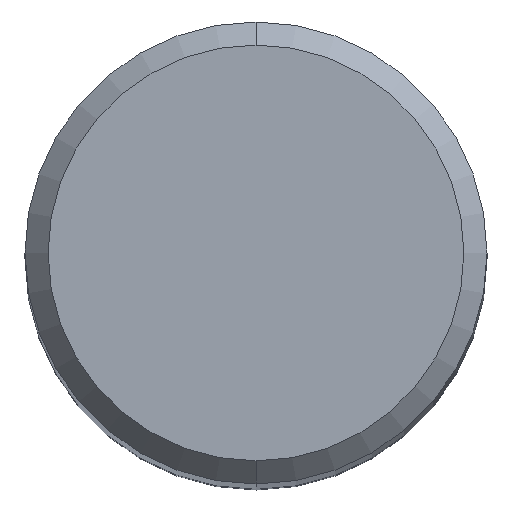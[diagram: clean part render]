
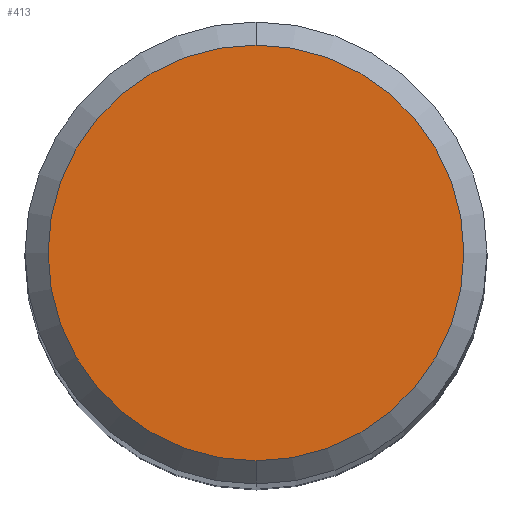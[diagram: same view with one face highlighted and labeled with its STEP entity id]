
A CAD part, top view. The second image highlights one B-rep face of the part: STEP entity #413.
In plain terms, the highlighted planar face has unit normal (0, 0, 1).
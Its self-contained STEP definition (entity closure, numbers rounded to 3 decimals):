
#187=EDGE_CURVE('',#229,#301,#465,.T.);
#229=VERTEX_POINT('',#511);
#245=EDGE_CURVE('',#301,#229,#530,.T.);
#301=VERTEX_POINT('',#592);
#413=ADVANCED_FACE('',(#713),#714,.T.);
#465=CIRCLE('',#791,9.0);
#511=CARTESIAN_POINT('',(0.,-9.0,0.0));
#530=CIRCLE('',#911,9.0);
#592=CARTESIAN_POINT('',(0.0,9.0,0.0));
#713=FACE_OUTER_BOUND('',#1471,.T.);
#714=PLANE('',#1472);
#791=AXIS2_PLACEMENT_3D('',#1523,#1524,#1525);
#911=AXIS2_PLACEMENT_3D('',#1609,#1610,#1611);
#1471=EDGE_LOOP('',(#1781,#1782));
#1472=AXIS2_PLACEMENT_3D('',#1783,#1784,#1785);
#1523=CARTESIAN_POINT('',(0.0,0.0,0.0));
#1524=DIRECTION('',(0.0,0.0,-1.0));
#1525=DIRECTION('',(0.0,1.0,0.0));
#1609=CARTESIAN_POINT('',(0.0,0.0,0.0));
#1610=DIRECTION('',(0.0,0.0,-1.0));
#1611=DIRECTION('',(0.0,1.0,0.0));
#1781=ORIENTED_EDGE('',*,*,#245,.F.);
#1782=ORIENTED_EDGE('',*,*,#187,.F.);
#1783=CARTESIAN_POINT('',(0.0,4.5,0.0));
#1784=DIRECTION('',(-0.0,0.0,1.0));
#1785=DIRECTION('',(0.0,-1.0,0.0));
